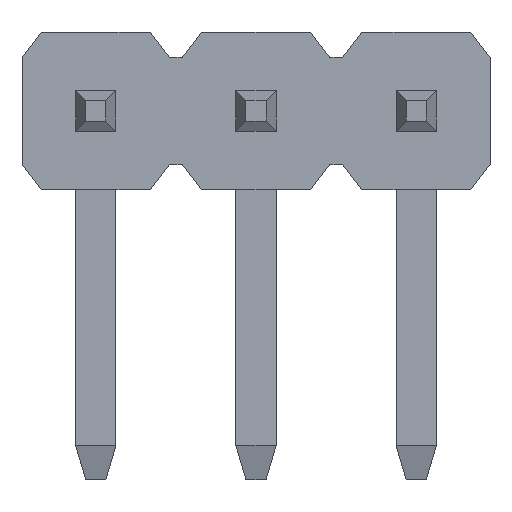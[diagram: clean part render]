
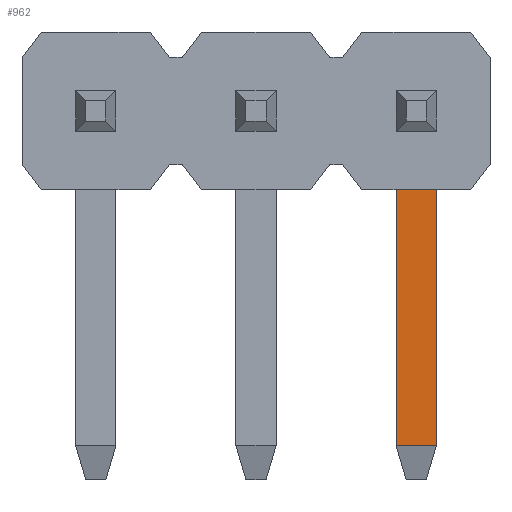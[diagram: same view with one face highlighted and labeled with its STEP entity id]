
A CAD part, front view. The second image highlights one B-rep face of the part: STEP entity #962.
In plain terms, the highlighted planar face has unit normal (0, -1, 0).
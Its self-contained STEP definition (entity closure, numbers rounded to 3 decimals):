
#732=EDGE_CURVE('',#792,#1046,#1837,.T.);
#792=VERTEX_POINT('',#1900);
#962=ADVANCED_FACE('',(#2086),#2087,.T.);
#1046=VERTEX_POINT('',#2181);
#1078=VERTEX_POINT('',#2215);
#1332=VERTEX_POINT('',#2490);
#1406=EDGE_CURVE('',#1332,#1078,#2576,.T.);
#1412=EDGE_CURVE('',#792,#1332,#2583,.T.);
#1430=EDGE_CURVE('',#1046,#1078,#2603,.T.);
#1837=LINE('',#3103,#3104);
#1900=CARTESIAN_POINT('',(2.22,2.28,-5.304));
#2086=FACE_OUTER_BOUND('',#3455,.T.);
#2087=PLANE('',#3456);
#2181=CARTESIAN_POINT('',(2.86,2.28,-5.304));
#2215=CARTESIAN_POINT('',(2.86,2.28,-0.42));
#2490=CARTESIAN_POINT('',(2.22,2.28,-0.42));
#2576=LINE('',#4173,#4174);
#2583=LINE('',#4184,#4185);
#2603=LINE('',#4212,#4213);
#3103=CARTESIAN_POINT('',(2.22,2.28,-5.304));
#3104=VECTOR('',#4729,1.0);
#3455=EDGE_LOOP('',(#4951,#4952,#4953,#4954));
#3456=AXIS2_PLACEMENT_3D('',#4955,#4956,#4957);
#4173=CARTESIAN_POINT('',(2.22,2.28,-0.42));
#4174=VECTOR('',#5476,1.0);
#4184=CARTESIAN_POINT('',(2.22,2.28,-5.304));
#4185=VECTOR('',#5486,1.0);
#4212=CARTESIAN_POINT('',(2.86,2.28,-5.304));
#4213=VECTOR('',#5506,1.0);
#4729=DIRECTION('',(1.0,0.,0.));
#4951=ORIENTED_EDGE('',*,*,#1430,.T.);
#4952=ORIENTED_EDGE('',*,*,#1406,.F.);
#4953=ORIENTED_EDGE('',*,*,#1412,.F.);
#4954=ORIENTED_EDGE('',*,*,#732,.T.);
#4955=CARTESIAN_POINT('',(2.22,2.28,-5.304));
#4956=DIRECTION('',(0.,-1.0,0.));
#4957=DIRECTION('',(0.,0.,-1.0));
#5476=DIRECTION('',(1.0,0.,0.));
#5486=DIRECTION('',(0.,0.,1.0));
#5506=DIRECTION('',(0.,0.,1.0));
